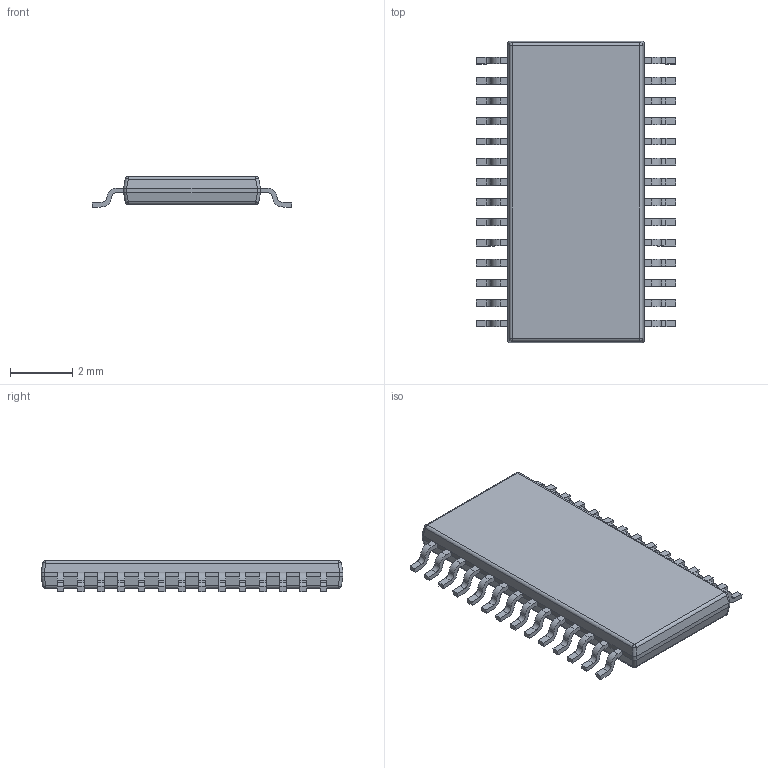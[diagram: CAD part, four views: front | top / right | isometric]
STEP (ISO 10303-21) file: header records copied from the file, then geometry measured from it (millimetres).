
FILE_DESCRIPTION((''),'2;1');
FILE_NAME('PWP0028A_ASM','2016-09-07T',('a0412025'),(''),'CREO PARAMETRIC BY PTC INC, 2016050','CREO PARAMETRIC BY PTC INC, 2016050','');
FILE_SCHEMA(('AUTOMOTIVE_DESIGN { 1 0 10303 214 1 1 1 1 }'));
Length unit declared in the file: millimetre
Products named in the file (4): BODY-SO; LEAD-SO; THERMALPAD-SO; PWP0028A_ASM
Assembly tree (30 placements, depth 2):
  PWP0028A_ASM
    BODY-SO
    LEAD-SO  x28
    THERMALPAD-SO
Bounding box: 6.42 x 9.7 x 1 mm (x, y, z)
Volume: 38.8 mm3; surface area: 171.4 mm2
Topology: 30 solids, 30 shells, 453 faces, 1136 edges, 744 vertices
Faces by surface type: plane 313, cylinder 132, sphere 8
Entity records: 3551 total; most frequent: CARTESIAN_POINT 750, DIRECTION 382, ORIENTED_EDGE 328, PRESENTATION_STYLE_ASSIGNMENT 167, STYLED_ITEM 167, CURVE_STYLE 164, EDGE_CURVE 164, AXIS2_PLACEMENT_3D 141
